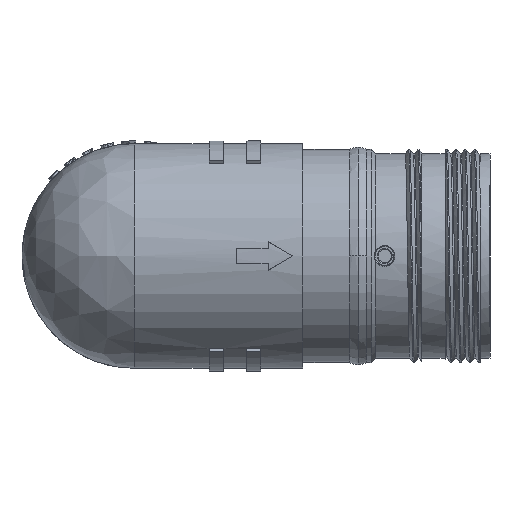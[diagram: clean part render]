
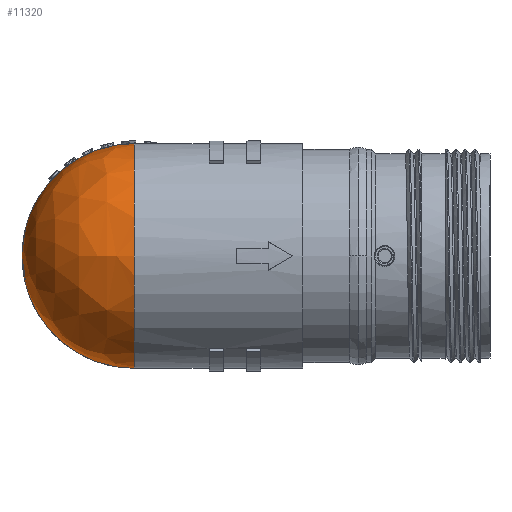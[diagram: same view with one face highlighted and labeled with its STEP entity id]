
A CAD part, left-side view. The second image highlights one B-rep face of the part: STEP entity #11320.
In plain terms, the highlighted free-form (B-spline) face has degree [3, 3] with [4, 4] control points.
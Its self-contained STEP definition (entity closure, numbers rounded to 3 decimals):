
#418 = CARTESIAN_POINT ( 'NONE',  ( -5.744, 27.636, -7.032 ) ) ;
#960 = CARTESIAN_POINT ( 'NONE',  ( -5.744, 15.636, -12.002 ) ) ;
#2075 = ORIENTED_EDGE ( 'NONE', *, *, #25165, .T. ) ;
#2159 = AXIS2_PLACEMENT_3D ( 'NONE', #27324, #12989, #29766 ) ;
#2817 = CARTESIAN_POINT ( 'NONE',  ( -19.803, 27.636, 7.027 ) ) ;
#2946 = VERTEX_POINT ( 'NONE', #9952 ) ;
#3876 = EDGE_CURVE ( 'NONE', #2946, #7792, #29994, .T. ) ;
#3907 = CARTESIAN_POINT ( 'NONE',  ( -5.744, 15.636, -0.002 ) ) ;
#4555 = DIRECTION ( 'NONE',  ( 0., -1., 0. ) ) ;
#5246 = CARTESIAN_POINT ( 'NONE',  ( -5.744, 22.666, -12.002 ) ) ;
#5968 = ORIENTED_EDGE ( 'NONE', *, *, #12537, .T. ) ;
#6330 = DIRECTION ( 'NONE',  ( 0., 1., 0. ) ) ;
#7395 = CIRCLE ( 'NONE', #2159, 12. ) ;
#7566 = CARTESIAN_POINT ( 'NONE',  ( -5.744, 27.636, -0.002 ) ) ;
#7663 = CARTESIAN_POINT ( 'NONE',  ( -29.744, 22.666, 11.998 ) ) ;
#7792 = VERTEX_POINT ( 'NONE', #960 ) ;
#9952 = CARTESIAN_POINT ( 'NONE',  ( -5.744, 15.636, 11.998 ) ) ;
#10086 = CARTESIAN_POINT ( 'NONE',  ( -5.744, 15.636, -12.002 ) ) ;
#11320 = ADVANCED_FACE ( 'NONE', ( #27330 ), #19547, .T. ) ;
#12522 = CARTESIAN_POINT ( 'NONE',  ( -29.744, 15.636, 11.998 ) ) ;
#12537 = EDGE_CURVE ( 'NONE', #30386, #7792, #7395, .T. ) ;
#12989 = DIRECTION ( 'NONE',  ( -1., 0., 0. ) ) ;
#14287 = EDGE_LOOP ( 'NONE', ( #5968, #30828, #2075 ) ) ;
#14820 = CARTESIAN_POINT ( 'NONE',  ( -5.744, 27.636, -0.002 ) ) ;
#16196 = AXIS2_PLACEMENT_3D ( 'NONE', #18957, #4555, #21350 ) ;
#17181 = AXIS2_PLACEMENT_3D ( 'NONE', #3907, #20704, #6330 ) ;
#17264 = CARTESIAN_POINT ( 'NONE',  ( -19.803, 27.636, -7.032 ) ) ;
#18957 = CARTESIAN_POINT ( 'NONE',  ( -5.744, 15.636, -0.002 ) ) ;
#19547 =( BOUNDED_SURFACE ( )  B_SPLINE_SURFACE ( 3, 3, ( 
 ( #26756, #7566, #29170, #14820 ),
 ( #418, #17264, #2817, #19629 ),
 ( #5246, #22040, #7663, #24480 ),
 ( #10086, #26852, #12522, #29291 ) ),
 .UNSPECIFIED., .F., .F., .F. ) 
 B_SPLINE_SURFACE_WITH_KNOTS ( ( 4, 4 ),
 ( 4, 4 ),
 ( 0., 1. ),
 ( 0., 1. ),
 .UNSPECIFIED. ) 
 GEOMETRIC_REPRESENTATION_ITEM ( )  RATIONAL_B_SPLINE_SURFACE ( (
 ( 1., 0.333, 0.333, 1.),
 ( 0.805, 0.268, 0.268, 0.805),
 ( 0.805, 0.268, 0.268, 0.805),
 ( 1., 0.333, 0.333, 1.) ) ) 
 REPRESENTATION_ITEM ( '' )  SURFACE ( )  );
#19629 = CARTESIAN_POINT ( 'NONE',  ( -5.744, 27.636, 7.027 ) ) ;
#20704 = DIRECTION ( 'NONE',  ( -1., 0., 0. ) ) ;
#21350 = DIRECTION ( 'NONE',  ( 0., 0., -1. ) ) ;
#22040 = CARTESIAN_POINT ( 'NONE',  ( -29.744, 22.666, -12.002 ) ) ;
#24480 = CARTESIAN_POINT ( 'NONE',  ( -5.744, 22.666, 11.998 ) ) ;
#25165 = EDGE_CURVE ( 'NONE', #2946, #30386, #28004, .T. ) ;
#26756 = CARTESIAN_POINT ( 'NONE',  ( -5.744, 27.636, -0.002 ) ) ;
#26852 = CARTESIAN_POINT ( 'NONE',  ( -29.744, 15.636, -12.002 ) ) ;
#27324 = CARTESIAN_POINT ( 'NONE',  ( -5.744, 15.636, -0.002 ) ) ;
#27330 = FACE_OUTER_BOUND ( 'NONE', #14287, .T. ) ;
#28004 = CIRCLE ( 'NONE', #17181, 12. ) ;
#29170 = CARTESIAN_POINT ( 'NONE',  ( -5.744, 27.636, -0.002 ) ) ;
#29291 = CARTESIAN_POINT ( 'NONE',  ( -5.744, 15.636, 11.998 ) ) ;
#29766 = DIRECTION ( 'NONE',  ( 0., 1., 0. ) ) ;
#29994 = CIRCLE ( 'NONE', #16196, 12. ) ;
#30386 = VERTEX_POINT ( 'NONE', #30756 ) ;
#30756 = CARTESIAN_POINT ( 'NONE',  ( -5.744, 27.636, -0.002 ) ) ;
#30828 = ORIENTED_EDGE ( 'NONE', *, *, #3876, .F. ) ;
